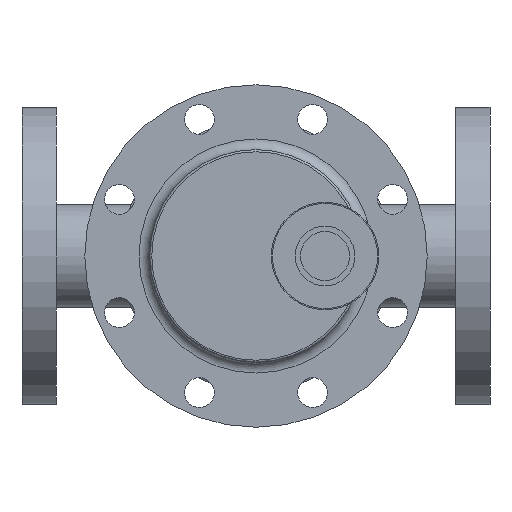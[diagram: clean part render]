
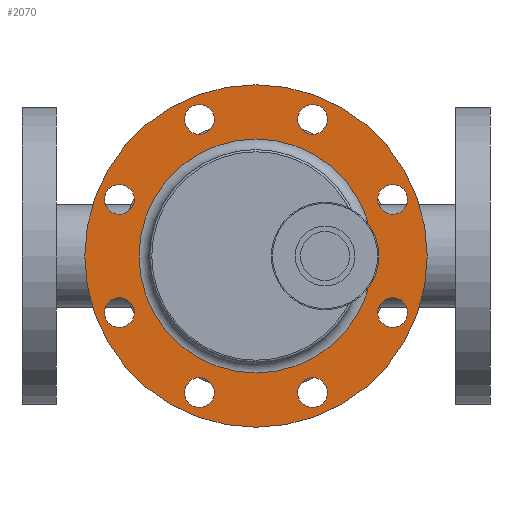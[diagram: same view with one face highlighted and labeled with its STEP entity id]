
A CAD part, left-side view. The second image highlights one B-rep face of the part: STEP entity #2070.
In plain terms, the highlighted planar face has unit normal (-1, 0, 0).
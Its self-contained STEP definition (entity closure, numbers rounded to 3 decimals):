
#287=FACE_BOUND('',#669,.T.);
#288=FACE_BOUND('',#670,.T.);
#289=FACE_BOUND('',#671,.T.);
#290=FACE_BOUND('',#672,.T.);
#291=FACE_BOUND('',#673,.T.);
#292=FACE_BOUND('',#674,.T.);
#293=FACE_BOUND('',#675,.T.);
#294=FACE_BOUND('',#676,.T.);
#295=FACE_BOUND('',#677,.T.);
#376=PLANE('',#2398);
#494=FACE_OUTER_BOUND('',#668,.T.);
#668=EDGE_LOOP('',(#1834));
#669=EDGE_LOOP('',(#1835));
#670=EDGE_LOOP('',(#1836));
#671=EDGE_LOOP('',(#1837));
#672=EDGE_LOOP('',(#1838));
#673=EDGE_LOOP('',(#1839));
#674=EDGE_LOOP('',(#1840));
#675=EDGE_LOOP('',(#1841));
#676=EDGE_LOOP('',(#1842));
#677=EDGE_LOOP('',(#1843));
#809=CIRCLE('',#2203,7.);
#813=CIRCLE('',#2209,7.);
#817=CIRCLE('',#2215,7.);
#821=CIRCLE('',#2221,7.);
#825=CIRCLE('',#2227,7.);
#829=CIRCLE('',#2233,7.);
#833=CIRCLE('',#2239,7.);
#837=CIRCLE('',#2245,7.);
#924=CIRCLE('',#2397,80.5);
#925=CIRCLE('',#2399,55.);
#1000=VERTEX_POINT('',#3320);
#1004=VERTEX_POINT('',#3332);
#1008=VERTEX_POINT('',#3344);
#1012=VERTEX_POINT('',#3356);
#1016=VERTEX_POINT('',#3368);
#1020=VERTEX_POINT('',#3380);
#1024=VERTEX_POINT('',#3392);
#1028=VERTEX_POINT('',#3404);
#1108=VERTEX_POINT('',#3933);
#1109=VERTEX_POINT('',#3937);
#1211=EDGE_CURVE('',#1000,#1000,#809,.T.);
#1217=EDGE_CURVE('',#1004,#1004,#813,.T.);
#1223=EDGE_CURVE('',#1008,#1008,#817,.T.);
#1229=EDGE_CURVE('',#1012,#1012,#821,.T.);
#1235=EDGE_CURVE('',#1016,#1016,#825,.T.);
#1241=EDGE_CURVE('',#1020,#1020,#829,.T.);
#1247=EDGE_CURVE('',#1024,#1024,#833,.T.);
#1253=EDGE_CURVE('',#1028,#1028,#837,.T.);
#1372=EDGE_CURVE('',#1108,#1108,#924,.T.);
#1374=EDGE_CURVE('',#1109,#1109,#925,.T.);
#1834=ORIENTED_EDGE('',*,*,#1372,.T.);
#1835=ORIENTED_EDGE('',*,*,#1211,.T.);
#1836=ORIENTED_EDGE('',*,*,#1217,.T.);
#1837=ORIENTED_EDGE('',*,*,#1223,.T.);
#1838=ORIENTED_EDGE('',*,*,#1229,.T.);
#1839=ORIENTED_EDGE('',*,*,#1235,.T.);
#1840=ORIENTED_EDGE('',*,*,#1241,.T.);
#1841=ORIENTED_EDGE('',*,*,#1247,.T.);
#1842=ORIENTED_EDGE('',*,*,#1253,.T.);
#1843=ORIENTED_EDGE('',*,*,#1374,.F.);
#2070=ADVANCED_FACE('',(#494,#287,#288,#289,#290,#291,#292,#293,#294,#295),
#376,.T.);
#2203=AXIS2_PLACEMENT_3D('',#3321,#2646,#2647);
#2209=AXIS2_PLACEMENT_3D('',#3333,#2660,#2661);
#2215=AXIS2_PLACEMENT_3D('',#3345,#2674,#2675);
#2221=AXIS2_PLACEMENT_3D('',#3357,#2688,#2689);
#2227=AXIS2_PLACEMENT_3D('',#3369,#2702,#2703);
#2233=AXIS2_PLACEMENT_3D('',#3381,#2716,#2717);
#2239=AXIS2_PLACEMENT_3D('',#3393,#2730,#2731);
#2245=AXIS2_PLACEMENT_3D('',#3405,#2744,#2745);
#2397=AXIS2_PLACEMENT_3D('',#3934,#3071,#3072);
#2398=AXIS2_PLACEMENT_3D('',#3936,#3074,#3075);
#2399=AXIS2_PLACEMENT_3D('',#3938,#3076,#3077);
#2646=DIRECTION('center_axis',(1.,0.,0.));
#2647=DIRECTION('ref_axis',(0.,0.,1.));
#2660=DIRECTION('center_axis',(1.,0.,0.));
#2661=DIRECTION('ref_axis',(0.,0.,1.));
#2674=DIRECTION('center_axis',(1.,0.,0.));
#2675=DIRECTION('ref_axis',(0.,0.,1.));
#2688=DIRECTION('center_axis',(1.,0.,0.));
#2689=DIRECTION('ref_axis',(0.,0.,1.));
#2702=DIRECTION('center_axis',(1.,0.,0.));
#2703=DIRECTION('ref_axis',(0.,0.,1.));
#2716=DIRECTION('center_axis',(1.,0.,0.));
#2717=DIRECTION('ref_axis',(0.,0.,1.));
#2730=DIRECTION('center_axis',(1.,0.,0.));
#2731=DIRECTION('ref_axis',(0.,0.,1.));
#2744=DIRECTION('center_axis',(1.,0.,0.));
#2745=DIRECTION('ref_axis',(0.,0.,1.));
#3071=DIRECTION('center_axis',(-1.,0.,0.));
#3072=DIRECTION('ref_axis',(0.,0.,1.));
#3074=DIRECTION('center_axis',(-1.,0.,0.));
#3075=DIRECTION('ref_axis',(0.,0.,1.));
#3076=DIRECTION('center_axis',(-1.,0.,0.));
#3077=DIRECTION('ref_axis',(0.,0.,1.));
#3320=CARTESIAN_POINT('',(-1021.,-64.214,-33.598));
#3321=CARTESIAN_POINT('Origin',(-1021.,-64.214,-26.598));
#3332=CARTESIAN_POINT('',(-1021.,-26.598,57.214));
#3333=CARTESIAN_POINT('Origin',(-1021.,-26.598,64.214));
#3344=CARTESIAN_POINT('',(-1021.,26.598,-71.214));
#3345=CARTESIAN_POINT('Origin',(-1021.,26.598,-64.214));
#3356=CARTESIAN_POINT('',(-1021.,26.598,57.214));
#3357=CARTESIAN_POINT('Origin',(-1021.,26.598,64.214));
#3368=CARTESIAN_POINT('',(-1021.,-26.598,-71.214));
#3369=CARTESIAN_POINT('Origin',(-1021.,-26.598,-64.214));
#3380=CARTESIAN_POINT('',(-1021.,-64.214,19.598));
#3381=CARTESIAN_POINT('Origin',(-1021.,-64.214,26.598));
#3392=CARTESIAN_POINT('',(-1021.,64.214,-33.598));
#3393=CARTESIAN_POINT('Origin',(-1021.,64.214,-26.598));
#3404=CARTESIAN_POINT('',(-1021.,64.214,19.598));
#3405=CARTESIAN_POINT('Origin',(-1021.,64.214,26.598));
#3933=CARTESIAN_POINT('',(-1021.,-80.5,0.));
#3934=CARTESIAN_POINT('Origin',(-1021.,0.,0.));
#3936=CARTESIAN_POINT('Origin',(-1021.,55.,0.));
#3937=CARTESIAN_POINT('',(-1021.,0.,-55.));
#3938=CARTESIAN_POINT('Origin',(-1021.,0.,0.));
